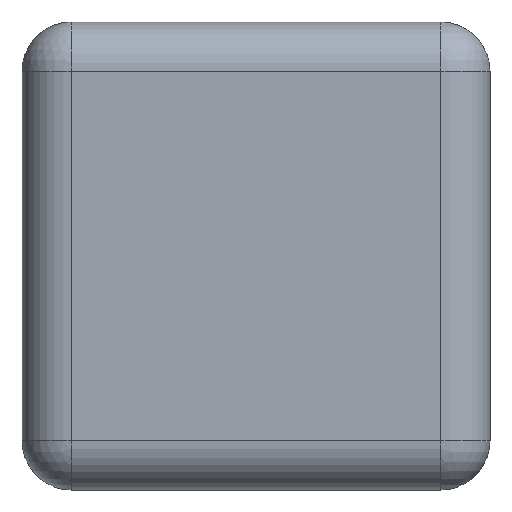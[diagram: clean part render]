
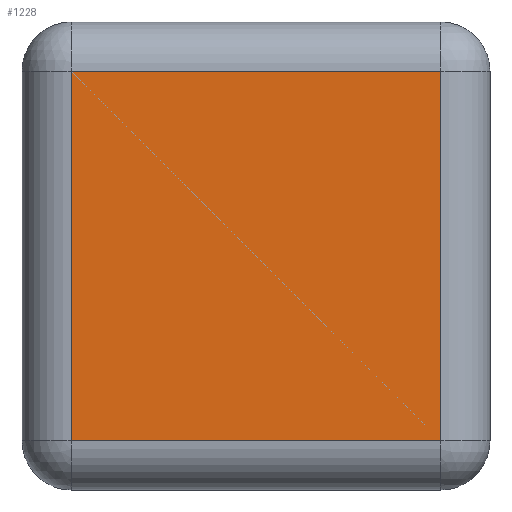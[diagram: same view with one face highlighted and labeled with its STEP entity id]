
A CAD part, left-side view. The second image highlights one B-rep face of the part: STEP entity #1228.
In plain terms, the highlighted planar face has unit normal (-1, 0, 0).
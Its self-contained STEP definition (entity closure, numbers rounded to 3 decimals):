
#834=CARTESIAN_POINT('',(-0.875,0.375,0.1));
#835=VERTEX_POINT('',#834);
#878=CARTESIAN_POINT('',(-0.875,-0.375,0.1));
#879=VERTEX_POINT('',#878);
#904=CARTESIAN_POINT('',(-0.875,0.375,0.85));
#905=VERTEX_POINT('',#904);
#948=CARTESIAN_POINT('',(-0.875,-0.375,0.85));
#949=VERTEX_POINT('',#948);
#973=CARTESIAN_POINT('',(-0.875,0.375,0.85));
#974=DIRECTION('',(0.0,-1.0,0.0));
#975=VECTOR('',#974,0.75);
#976=LINE('',#973,#975);
#977=EDGE_CURVE('',#905,#949,#976,.T.);
#995=CARTESIAN_POINT('',(-0.875,-0.375,0.85));
#996=DIRECTION('',(0.0,0.0,-1.0));
#997=VECTOR('',#996,0.75);
#998=LINE('',#995,#997);
#999=EDGE_CURVE('',#949,#879,#998,.T.);
#1056=CARTESIAN_POINT('',(-0.875,0.375,0.1));
#1057=DIRECTION('',(0.0,0.0,1.0));
#1058=VECTOR('',#1057,0.75);
#1059=LINE('',#1056,#1058);
#1060=EDGE_CURVE('',#835,#905,#1059,.T.);
#1103=CARTESIAN_POINT('',(-0.875,-0.375,0.1));
#1104=DIRECTION('',(0.0,1.0,0.0));
#1105=VECTOR('',#1104,0.75);
#1106=LINE('',#1103,#1105);
#1107=EDGE_CURVE('',#879,#835,#1106,.T.);
#1217=CARTESIAN_POINT('',(-0.875,-0.475,0.0));
#1218=DIRECTION('',(-1.0,0.0,0.0));
#1219=DIRECTION('',(0.0,0.0,1.0));
#1220=AXIS2_PLACEMENT_3D('',#1217,#1218,#1219);
#1221=PLANE('',#1220);
#1222=ORIENTED_EDGE('',*,*,#977,.F.);
#1223=ORIENTED_EDGE('',*,*,#1060,.F.);
#1224=ORIENTED_EDGE('',*,*,#1107,.F.);
#1225=ORIENTED_EDGE('',*,*,#999,.F.);
#1226=EDGE_LOOP('',(#1222,#1223,#1224,#1225));
#1227=FACE_OUTER_BOUND('',#1226,.T.);
#1228=ADVANCED_FACE('',(#1227),#1221,.T.);
